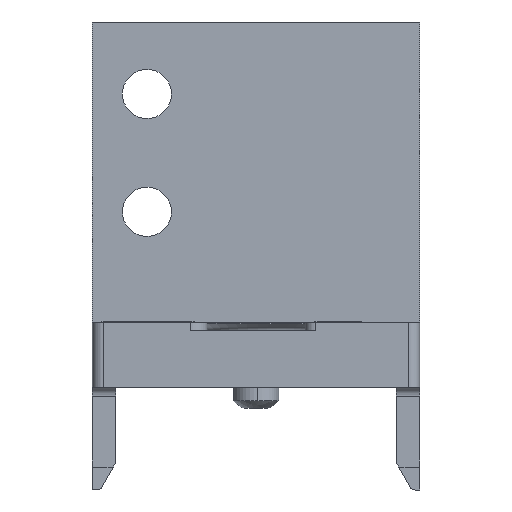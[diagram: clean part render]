
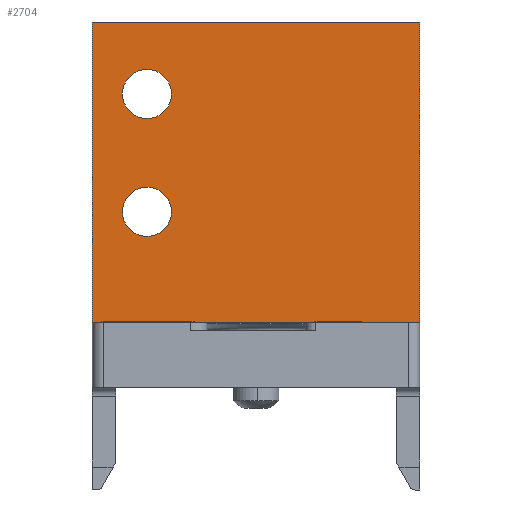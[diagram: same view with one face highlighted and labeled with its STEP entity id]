
A CAD part, front view. The second image highlights one B-rep face of the part: STEP entity #2704.
In plain terms, the highlighted planar face has unit normal (0, -1, 0).
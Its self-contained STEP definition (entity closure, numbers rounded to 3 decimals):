
#213 = AXIS2_PLACEMENT_3D ( 'NONE', #5271, #3123, #4721 ) ;
#356 = AXIS2_PLACEMENT_3D ( 'NONE', #6703, #1671, #1290 ) ;
#367 = VERTEX_POINT ( 'NONE', #4684 ) ;
#431 = LINE ( 'NONE', #815, #2692 ) ;
#433 = EDGE_CURVE ( 'NONE', #4074, #5924, #5651, .T. ) ;
#522 = ORIENTED_EDGE ( 'NONE', *, *, #4360, .F. ) ;
#568 = DIRECTION ( 'NONE',  ( 0., 0., 1. ) ) ;
#702 = CARTESIAN_POINT ( 'NONE',  ( 0., -7.5, 0. ) ) ;
#711 = CARTESIAN_POINT ( 'NONE',  ( -15., -7.5, -13.75 ) ) ;
#773 = ORIENTED_EDGE ( 'NONE', *, *, #433, .T. ) ;
#815 = CARTESIAN_POINT ( 'NONE',  ( -15., -7.5, 13.75 ) ) ;
#843 = DIRECTION ( 'NONE',  ( 0., -1., 0. ) ) ;
#904 = EDGE_LOOP ( 'NONE', ( #4054, #5190 ) ) ;
#927 = CIRCLE ( 'NONE', #2332, 2.25 ) ;
#946 = DIRECTION ( 'NONE',  ( 0., 0., -1. ) ) ;
#971 = DIRECTION ( 'NONE',  ( 0., 1., 0. ) ) ;
#1168 = LINE ( 'NONE', #2530, #2055 ) ;
#1203 = CARTESIAN_POINT ( 'NONE',  ( -15., -7.5, 13.75 ) ) ;
#1290 = DIRECTION ( 'NONE',  ( 0., 0., 1. ) ) ;
#1448 = VECTOR ( 'NONE', #6416, 1000. ) ;
#1521 = EDGE_CURVE ( 'NONE', #6301, #3011, #431, .T. ) ;
#1607 = DIRECTION ( 'NONE',  ( 0., 0., 1. ) ) ;
#1671 = DIRECTION ( 'NONE',  ( 0., 1., 0. ) ) ;
#1895 = CARTESIAN_POINT ( 'NONE',  ( 15., -7.5, 13.75 ) ) ;
#1980 = EDGE_CURVE ( 'NONE', #367, #6100, #6474, .T. ) ;
#2005 = FACE_OUTER_BOUND ( 'NONE', #3364, .T. ) ;
#2008 = FACE_BOUND ( 'NONE', #4548, .T. ) ;
#2026 = ORIENTED_EDGE ( 'NONE', *, *, #2350, .T. ) ;
#2055 = VECTOR ( 'NONE', #2824, 1000. ) ;
#2133 = CARTESIAN_POINT ( 'NONE',  ( -10., -7.5, 9.4 ) ) ;
#2183 = ORIENTED_EDGE ( 'NONE', *, *, #6715, .F. ) ;
#2254 = CIRCLE ( 'NONE', #4381, 2.25 ) ;
#2332 = AXIS2_PLACEMENT_3D ( 'NONE', #6788, #2977, #6239 ) ;
#2350 = EDGE_CURVE ( 'NONE', #5924, #4074, #927, .T. ) ;
#2530 = CARTESIAN_POINT ( 'NONE',  ( -15., -7.5, -13.75 ) ) ;
#2692 = VECTOR ( 'NONE', #568, 1000. ) ;
#2704 = ADVANCED_FACE ( 'NONE', ( #2008, #6803, #2005 ), #2786, .T. ) ;
#2753 = EDGE_CURVE ( 'NONE', #6100, #367, #2254, .T. ) ;
#2786 = PLANE ( 'NONE',  #4077 ) ;
#2824 = DIRECTION ( 'NONE',  ( -1., 0., 0. ) ) ;
#2977 = DIRECTION ( 'NONE',  ( 0., 1., 0. ) ) ;
#3004 = CARTESIAN_POINT ( 'NONE',  ( 15., -7.5, -13.75 ) ) ;
#3011 = VERTEX_POINT ( 'NONE', #6840 ) ;
#3123 = DIRECTION ( 'NONE',  ( 0., 1., 0. ) ) ;
#3231 = EDGE_CURVE ( 'NONE', #3890, #6301, #1168, .T. ) ;
#3364 = EDGE_LOOP ( 'NONE', ( #522, #2183, #6768, #3365 ) ) ;
#3365 = ORIENTED_EDGE ( 'NONE', *, *, #3231, .F. ) ;
#3404 = VECTOR ( 'NONE', #946, 1000. ) ;
#3522 = DIRECTION ( 'NONE',  ( 0., 0., -1. ) ) ;
#3664 = CARTESIAN_POINT ( 'NONE',  ( 15., -7.5, 13.75 ) ) ;
#3702 = LINE ( 'NONE', #1895, #3404 ) ;
#3890 = VERTEX_POINT ( 'NONE', #3004 ) ;
#3899 = CARTESIAN_POINT ( 'NONE',  ( -10., -7.5, -1.4 ) ) ;
#4054 = ORIENTED_EDGE ( 'NONE', *, *, #2753, .T. ) ;
#4074 = VERTEX_POINT ( 'NONE', #4738 ) ;
#4077 = AXIS2_PLACEMENT_3D ( 'NONE', #702, #843, #3522 ) ;
#4360 = EDGE_CURVE ( 'NONE', #6917, #3890, #3702, .T. ) ;
#4381 = AXIS2_PLACEMENT_3D ( 'NONE', #4793, #971, #1607 ) ;
#4548 = EDGE_LOOP ( 'NONE', ( #2026, #773 ) ) ;
#4684 = CARTESIAN_POINT ( 'NONE',  ( -10., -7.5, 4.9 ) ) ;
#4721 = DIRECTION ( 'NONE',  ( 0., 0., 1. ) ) ;
#4738 = CARTESIAN_POINT ( 'NONE',  ( -10., -7.5, -5.9 ) ) ;
#4793 = CARTESIAN_POINT ( 'NONE',  ( -10., -7.5, 7.15 ) ) ;
#5190 = ORIENTED_EDGE ( 'NONE', *, *, #1980, .T. ) ;
#5206 = LINE ( 'NONE', #1203, #1448 ) ;
#5271 = CARTESIAN_POINT ( 'NONE',  ( -10., -7.5, 7.15 ) ) ;
#5651 = CIRCLE ( 'NONE', #356, 2.25 ) ;
#5924 = VERTEX_POINT ( 'NONE', #3899 ) ;
#6100 = VERTEX_POINT ( 'NONE', #2133 ) ;
#6239 = DIRECTION ( 'NONE',  ( 0., 0., 1. ) ) ;
#6301 = VERTEX_POINT ( 'NONE', #711 ) ;
#6416 = DIRECTION ( 'NONE',  ( 1., 0., 0. ) ) ;
#6474 = CIRCLE ( 'NONE', #213, 2.25 ) ;
#6703 = CARTESIAN_POINT ( 'NONE',  ( -10., -7.5, -3.65 ) ) ;
#6715 = EDGE_CURVE ( 'NONE', #3011, #6917, #5206, .T. ) ;
#6768 = ORIENTED_EDGE ( 'NONE', *, *, #1521, .F. ) ;
#6788 = CARTESIAN_POINT ( 'NONE',  ( -10., -7.5, -3.65 ) ) ;
#6803 = FACE_BOUND ( 'NONE', #904, .T. ) ;
#6840 = CARTESIAN_POINT ( 'NONE',  ( -15., -7.5, 13.75 ) ) ;
#6917 = VERTEX_POINT ( 'NONE', #3664 ) ;
